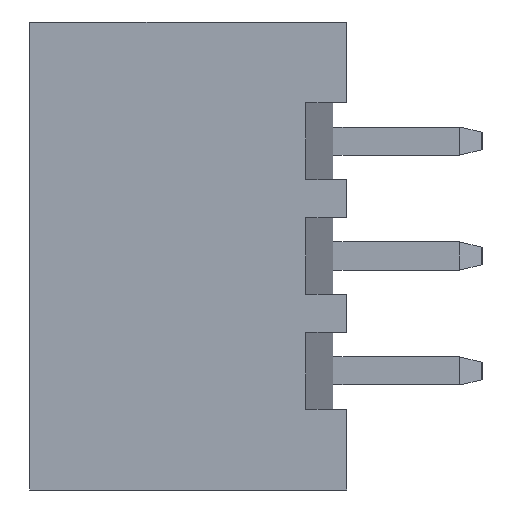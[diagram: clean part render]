
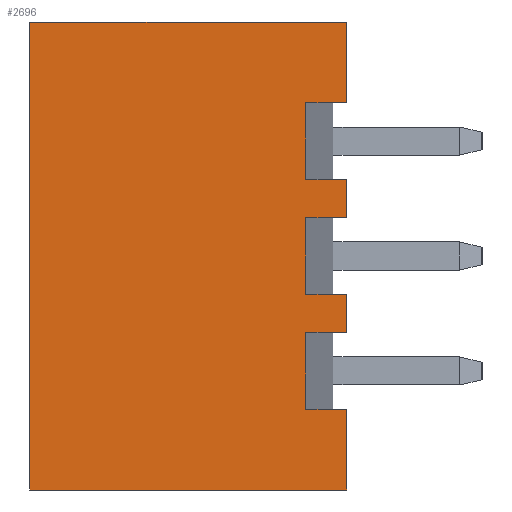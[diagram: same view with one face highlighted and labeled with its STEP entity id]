
A CAD part, left-side view. The second image highlights one B-rep face of the part: STEP entity #2696.
In plain terms, the highlighted planar face has unit normal (-1, 0, 0).
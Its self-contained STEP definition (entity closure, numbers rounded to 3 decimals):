
#247=FACE_OUTER_BOUND('',#396,.T.);
#396=EDGE_LOOP('',(#2254,#2255,#2256,#2257,#2258,#2259,#2260,#2261,#2262,
#2263,#2264,#2265,#2266,#2267,#2268,#2269));
#418=LINE('',#3647,#722);
#641=LINE('',#4194,#945);
#645=LINE('',#4206,#949);
#649=LINE('',#4215,#953);
#654=LINE('',#4224,#958);
#659=LINE('',#4233,#963);
#660=LINE('',#4236,#964);
#684=LINE('',#4293,#988);
#688=LINE('',#4301,#992);
#692=LINE('',#4309,#996);
#694=LINE('',#4313,#998);
#695=LINE('',#4315,#999);
#696=LINE('',#4317,#1000);
#697=LINE('',#4319,#1001);
#698=LINE('',#4320,#1002);
#699=LINE('',#4321,#1003);
#722=VECTOR('',#2937,10.);
#945=VECTOR('',#3464,10.);
#949=VECTOR('',#3476,10.);
#953=VECTOR('',#3482,10.);
#958=VECTOR('',#3491,10.);
#963=VECTOR('',#3500,10.);
#964=VECTOR('',#3503,10.);
#988=VECTOR('',#3567,10.);
#992=VECTOR('',#3575,10.);
#996=VECTOR('',#3583,10.);
#998=VECTOR('',#3587,10.);
#999=VECTOR('',#3588,10.);
#1000=VECTOR('',#3589,10.);
#1001=VECTOR('',#3590,10.);
#1002=VECTOR('',#3591,10.);
#1003=VECTOR('',#3592,10.);
#1024=VERTEX_POINT('',#3644);
#1025=VERTEX_POINT('',#3646);
#1197=VERTEX_POINT('',#4192);
#1201=VERTEX_POINT('',#4205);
#1204=VERTEX_POINT('',#4212);
#1205=VERTEX_POINT('',#4214);
#1207=VERTEX_POINT('',#4223);
#1209=VERTEX_POINT('',#4231);
#1210=VERTEX_POINT('',#4235);
#1223=VERTEX_POINT('',#4292);
#1225=VERTEX_POINT('',#4300);
#1227=VERTEX_POINT('',#4308);
#1228=VERTEX_POINT('',#4312);
#1229=VERTEX_POINT('',#4314);
#1230=VERTEX_POINT('',#4316);
#1231=VERTEX_POINT('',#4318);
#1248=EDGE_CURVE('',#1024,#1025,#418,.T.);
#1519=EDGE_CURVE('',#1197,#1024,#641,.T.);
#1525=EDGE_CURVE('',#1201,#1025,#645,.T.);
#1529=EDGE_CURVE('',#1205,#1204,#649,.T.);
#1534=EDGE_CURVE('',#1204,#1207,#654,.T.);
#1539=EDGE_CURVE('',#1207,#1209,#659,.T.);
#1540=EDGE_CURVE('',#1210,#1205,#660,.T.);
#1568=EDGE_CURVE('',#1223,#1210,#684,.T.);
#1572=EDGE_CURVE('',#1225,#1223,#688,.T.);
#1576=EDGE_CURVE('',#1227,#1225,#692,.T.);
#1578=EDGE_CURVE('',#1209,#1228,#694,.T.);
#1579=EDGE_CURVE('',#1228,#1229,#695,.T.);
#1580=EDGE_CURVE('',#1229,#1230,#696,.T.);
#1581=EDGE_CURVE('',#1230,#1231,#697,.T.);
#1582=EDGE_CURVE('',#1231,#1201,#698,.T.);
#1583=EDGE_CURVE('',#1197,#1227,#699,.T.);
#2254=ORIENTED_EDGE('',*,*,#1539,.T.);
#2255=ORIENTED_EDGE('',*,*,#1578,.T.);
#2256=ORIENTED_EDGE('',*,*,#1579,.T.);
#2257=ORIENTED_EDGE('',*,*,#1580,.T.);
#2258=ORIENTED_EDGE('',*,*,#1581,.T.);
#2259=ORIENTED_EDGE('',*,*,#1582,.T.);
#2260=ORIENTED_EDGE('',*,*,#1525,.T.);
#2261=ORIENTED_EDGE('',*,*,#1248,.F.);
#2262=ORIENTED_EDGE('',*,*,#1519,.F.);
#2263=ORIENTED_EDGE('',*,*,#1583,.T.);
#2264=ORIENTED_EDGE('',*,*,#1576,.T.);
#2265=ORIENTED_EDGE('',*,*,#1572,.T.);
#2266=ORIENTED_EDGE('',*,*,#1568,.T.);
#2267=ORIENTED_EDGE('',*,*,#1540,.T.);
#2268=ORIENTED_EDGE('',*,*,#1529,.T.);
#2269=ORIENTED_EDGE('',*,*,#1534,.T.);
#2407=PLANE('',#2908);
#2696=ADVANCED_FACE('',(#247),#2407,.T.);
#2908=AXIS2_PLACEMENT_3D('',#4311,#3585,#3586);
#2937=DIRECTION('',(0.,0.,1.));
#3464=DIRECTION('',(0.,1.,0.));
#3476=DIRECTION('',(0.,1.,0.));
#3482=DIRECTION('',(0.,1.,0.));
#3491=DIRECTION('',(0.,0.,1.));
#3500=DIRECTION('',(0.,-1.,0.));
#3503=DIRECTION('',(0.,0.,1.));
#3567=DIRECTION('',(0.,-1.,0.));
#3575=DIRECTION('',(0.,0.,1.));
#3583=DIRECTION('',(0.,1.,0.));
#3585=DIRECTION('center_axis',(-1.,0.,0.));
#3586=DIRECTION('ref_axis',(0.,0.,1.));
#3587=DIRECTION('',(0.,0.,1.));
#3588=DIRECTION('',(0.,1.,0.));
#3589=DIRECTION('',(0.,0.,1.));
#3590=DIRECTION('',(0.,-1.,0.));
#3591=DIRECTION('',(0.,0.,1.));
#3592=DIRECTION('',(0.,0.,1.));
#3644=CARTESIAN_POINT('',(-2.85,7.,-5.17));
#3646=CARTESIAN_POINT('',(-2.85,7.,5.17));
#3647=CARTESIAN_POINT('',(-2.85,7.,-5.17));
#4192=CARTESIAN_POINT('',(-2.85,0.,-5.17));
#4194=CARTESIAN_POINT('',(-2.85,0.,-5.17));
#4205=CARTESIAN_POINT('',(-2.85,0.,5.17));
#4206=CARTESIAN_POINT('',(-2.85,0.,5.17));
#4212=CARTESIAN_POINT('',(-2.85,0.9,-0.85));
#4214=CARTESIAN_POINT('',(-2.85,0.,-0.85));
#4215=CARTESIAN_POINT('',(-2.85,0.225,-0.85));
#4223=CARTESIAN_POINT('',(-2.85,0.9,0.85));
#4224=CARTESIAN_POINT('',(-2.85,0.9,-2.585));
#4231=CARTESIAN_POINT('',(-2.85,0.,0.85));
#4233=CARTESIAN_POINT('',(-2.85,0.225,0.85));
#4235=CARTESIAN_POINT('',(-2.85,0.,-1.69));
#4236=CARTESIAN_POINT('',(-2.85,0.,-5.17));
#4292=CARTESIAN_POINT('',(-2.85,0.9,-1.69));
#4293=CARTESIAN_POINT('',(-2.85,0.225,-1.69));
#4300=CARTESIAN_POINT('',(-2.85,0.9,-3.39));
#4301=CARTESIAN_POINT('',(-2.85,0.9,-3.855));
#4308=CARTESIAN_POINT('',(-2.85,0.,-3.39));
#4309=CARTESIAN_POINT('',(-2.85,0.225,-3.39));
#4311=CARTESIAN_POINT('Origin',(-2.85,0.,-5.17));
#4312=CARTESIAN_POINT('',(-2.85,0.,1.69));
#4313=CARTESIAN_POINT('',(-2.85,0.,-5.17));
#4314=CARTESIAN_POINT('',(-2.85,0.9,1.69));
#4315=CARTESIAN_POINT('',(-2.85,0.225,1.69));
#4316=CARTESIAN_POINT('',(-2.85,0.9,3.39));
#4317=CARTESIAN_POINT('',(-2.85,0.9,-1.315));
#4318=CARTESIAN_POINT('',(-2.85,0.,3.39));
#4319=CARTESIAN_POINT('',(-2.85,0.225,3.39));
#4320=CARTESIAN_POINT('',(-2.85,0.,-5.17));
#4321=CARTESIAN_POINT('',(-2.85,0.,-5.17));
